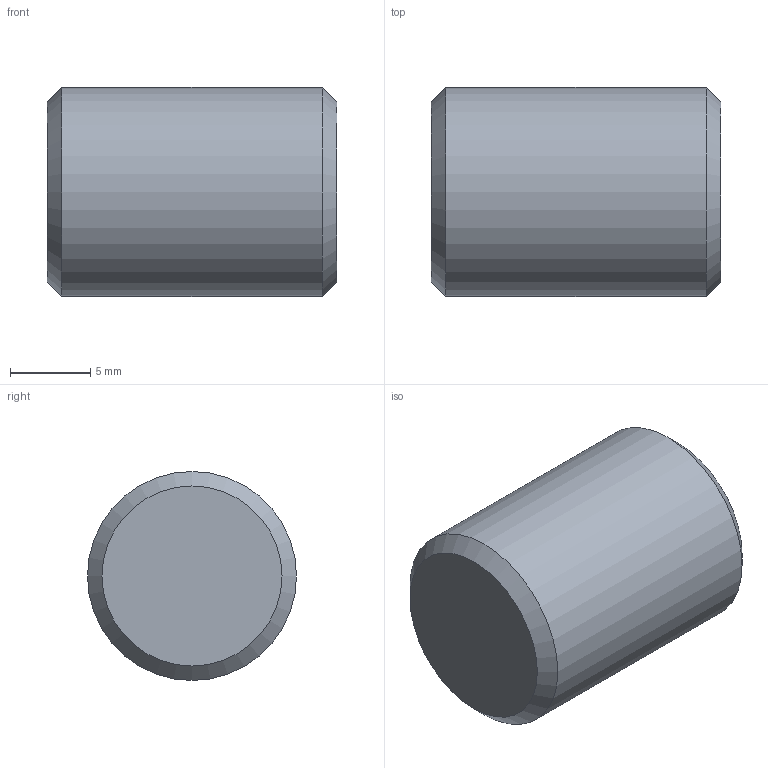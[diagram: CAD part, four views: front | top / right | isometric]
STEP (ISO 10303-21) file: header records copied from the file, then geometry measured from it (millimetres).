
FILE_DESCRIPTION( ( 'STEP AP214' ), '1' );
FILE_NAME( 'K0552.03.stp', '2020-12-08T16:21:05', ( '' ), ( '' ), ' ', 'PARTsolutions', ' ' );
FILE_SCHEMA( ( 'AUTOMOTIVE_DESIGN { 1 0 10303 214 1 1 1 1 }' ) );
Length unit declared in the file: millimetre
Products named in the file (1): _K0552.03
Bounding box: 18 x 13 x 13 mm (x, y, z)
Volume: 2288.2 mm3; surface area: 1036.1 mm2
Topology: 1 solids, 1 shells, 8 faces, 14 edges, 8 vertices
Faces by surface type: cone 4, cylinder 2, plane 2
Full cylindrical faces by diameter (mm): 3.242 x1, 13 x1
Entity records: 238 total; most frequent: DIRECTION 32, CARTESIAN_POINT 24, AXIS2_PLACEMENT_3D 16, EDGE_LOOP 14, ORIENTED_EDGE 14, FACE_OUTER_BOUND 10, STYLED_ITEM 8, PRESENTATION_STYLE_ASSIGNMENT 8
